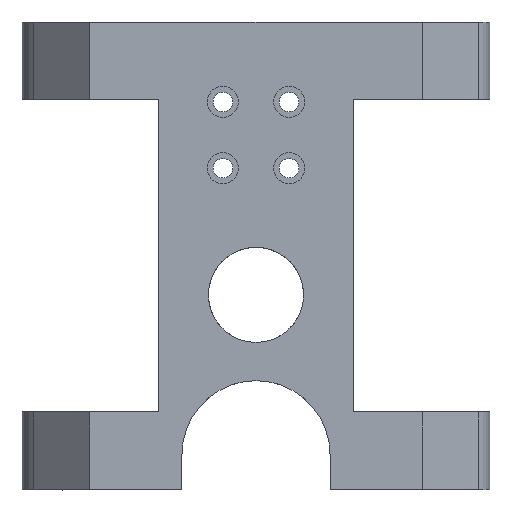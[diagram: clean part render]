
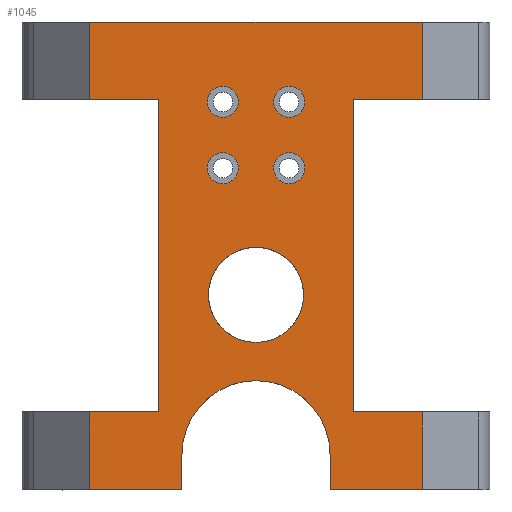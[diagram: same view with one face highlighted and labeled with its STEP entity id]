
A CAD part, top view. The second image highlights one B-rep face of the part: STEP entity #1045.
In plain terms, the highlighted planar face has unit normal (0, 0, 1).
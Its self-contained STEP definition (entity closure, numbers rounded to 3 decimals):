
#24=FACE_BOUND('',#205,.T.);
#25=FACE_BOUND('',#206,.T.);
#26=FACE_BOUND('',#207,.T.);
#27=FACE_BOUND('',#208,.T.);
#28=FACE_BOUND('',#209,.T.);
#37=CIRCLE('',#1098,9.5);
#55=CIRCLE('',#1125,6.1);
#71=CIRCLE('',#1151,2.);
#72=CIRCLE('',#1152,2.);
#73=CIRCLE('',#1153,2.);
#74=CIRCLE('',#1154,2.);
#139=FACE_OUTER_BOUND('',#204,.T.);
#204=EDGE_LOOP('',(#830,#831,#832,#833,#834,#835,#836,#837,#838,#839,#840,
#841,#842,#843,#844,#845));
#205=EDGE_LOOP('',(#846));
#206=EDGE_LOOP('',(#847));
#207=EDGE_LOOP('',(#848));
#208=EDGE_LOOP('',(#849));
#209=EDGE_LOOP('',(#850));
#253=LINE('',#1535,#348);
#257=LINE('',#1544,#352);
#276=LINE('',#1610,#371);
#278=LINE('',#1617,#373);
#284=LINE('',#1634,#379);
#287=LINE('',#1646,#382);
#293=LINE('',#1661,#388);
#303=LINE('',#1692,#398);
#308=LINE('',#1711,#403);
#311=LINE('',#1719,#406);
#312=LINE('',#1721,#407);
#313=LINE('',#1723,#408);
#314=LINE('',#1724,#409);
#315=LINE('',#1726,#410);
#316=LINE('',#1727,#411);
#348=VECTOR('',#1212,10.);
#352=VECTOR('',#1218,10.);
#371=VECTOR('',#1281,10.);
#373=VECTOR('',#1287,10.);
#379=VECTOR('',#1301,10.);
#382=VECTOR('',#1314,10.);
#388=VECTOR('',#1326,10.);
#398=VECTOR('',#1356,10.);
#403=VECTOR('',#1373,10.);
#406=VECTOR('',#1380,10.);
#407=VECTOR('',#1383,10.);
#408=VECTOR('',#1384,10.);
#409=VECTOR('',#1385,10.);
#410=VECTOR('',#1386,10.);
#411=VECTOR('',#1387,10.);
#443=VERTEX_POINT('',#1532);
#444=VERTEX_POINT('',#1534);
#447=VERTEX_POINT('',#1541);
#448=VERTEX_POINT('',#1543);
#473=VERTEX_POINT('',#1608);
#475=VERTEX_POINT('',#1614);
#476=VERTEX_POINT('',#1616);
#483=VERTEX_POINT('',#1632);
#484=VERTEX_POINT('',#1636);
#486=VERTEX_POINT('',#1643);
#487=VERTEX_POINT('',#1645);
#493=VERTEX_POINT('',#1659);
#504=VERTEX_POINT('',#1691);
#512=VERTEX_POINT('',#1709);
#515=VERTEX_POINT('',#1717);
#516=VERTEX_POINT('',#1722);
#517=VERTEX_POINT('',#1725);
#518=VERTEX_POINT('',#1728);
#519=VERTEX_POINT('',#1730);
#520=VERTEX_POINT('',#1732);
#521=VERTEX_POINT('',#1734);
#543=EDGE_CURVE('',#444,#443,#253,.T.);
#547=EDGE_CURVE('',#448,#447,#257,.T.);
#550=EDGE_CURVE('',#447,#444,#37,.T.);
#581=EDGE_CURVE('',#443,#473,#276,.T.);
#584=EDGE_CURVE('',#476,#475,#278,.T.);
#593=EDGE_CURVE('',#475,#483,#284,.T.);
#594=EDGE_CURVE('',#484,#484,#55,.T.);
#599=EDGE_CURVE('',#487,#486,#287,.T.);
#607=EDGE_CURVE('',#486,#493,#293,.T.);
#622=EDGE_CURVE('',#504,#487,#303,.T.);
#632=EDGE_CURVE('',#483,#512,#308,.T.);
#636=EDGE_CURVE('',#515,#512,#311,.T.);
#637=EDGE_CURVE('',#476,#473,#312,.T.);
#638=EDGE_CURVE('',#516,#515,#313,.T.);
#639=EDGE_CURVE('',#516,#504,#314,.T.);
#640=EDGE_CURVE('',#493,#517,#315,.T.);
#641=EDGE_CURVE('',#517,#448,#316,.T.);
#642=EDGE_CURVE('',#518,#518,#71,.T.);
#643=EDGE_CURVE('',#519,#519,#72,.T.);
#644=EDGE_CURVE('',#520,#520,#73,.T.);
#645=EDGE_CURVE('',#521,#521,#74,.T.);
#830=ORIENTED_EDGE('',*,*,#547,.T.);
#831=ORIENTED_EDGE('',*,*,#550,.T.);
#832=ORIENTED_EDGE('',*,*,#543,.T.);
#833=ORIENTED_EDGE('',*,*,#581,.T.);
#834=ORIENTED_EDGE('',*,*,#637,.F.);
#835=ORIENTED_EDGE('',*,*,#584,.T.);
#836=ORIENTED_EDGE('',*,*,#593,.T.);
#837=ORIENTED_EDGE('',*,*,#632,.T.);
#838=ORIENTED_EDGE('',*,*,#636,.F.);
#839=ORIENTED_EDGE('',*,*,#638,.F.);
#840=ORIENTED_EDGE('',*,*,#639,.T.);
#841=ORIENTED_EDGE('',*,*,#622,.T.);
#842=ORIENTED_EDGE('',*,*,#599,.T.);
#843=ORIENTED_EDGE('',*,*,#607,.T.);
#844=ORIENTED_EDGE('',*,*,#640,.T.);
#845=ORIENTED_EDGE('',*,*,#641,.T.);
#846=ORIENTED_EDGE('',*,*,#594,.T.);
#847=ORIENTED_EDGE('',*,*,#642,.T.);
#848=ORIENTED_EDGE('',*,*,#643,.T.);
#849=ORIENTED_EDGE('',*,*,#644,.T.);
#850=ORIENTED_EDGE('',*,*,#645,.T.);
#1009=PLANE('',#1150);
#1045=ADVANCED_FACE('',(#139,#24,#25,#26,#27,#28),#1009,.T.);
#1098=AXIS2_PLACEMENT_3D('',#1548,#1224,#1225);
#1125=AXIS2_PLACEMENT_3D('',#1637,#1304,#1305);
#1150=AXIS2_PLACEMENT_3D('',#1720,#1381,#1382);
#1151=AXIS2_PLACEMENT_3D('',#1729,#1388,#1389);
#1152=AXIS2_PLACEMENT_3D('',#1731,#1390,#1391);
#1153=AXIS2_PLACEMENT_3D('',#1733,#1392,#1393);
#1154=AXIS2_PLACEMENT_3D('',#1735,#1394,#1395);
#1212=DIRECTION('',(0.,-1.,0.));
#1218=DIRECTION('',(0.,1.,0.));
#1224=DIRECTION('center_axis',(0.,0.,-1.));
#1225=DIRECTION('ref_axis',(1.,0.,0.));
#1281=DIRECTION('',(1.,0.,0.));
#1287=DIRECTION('',(-1.,0.,0.));
#1301=DIRECTION('',(0.,1.,0.));
#1304=DIRECTION('center_axis',(0.,0.,-1.));
#1305=DIRECTION('ref_axis',(1.,0.,0.));
#1314=DIRECTION('',(0.,-1.,0.));
#1326=DIRECTION('',(-1.,0.,0.));
#1356=DIRECTION('',(1.,0.,0.));
#1373=DIRECTION('',(1.,0.,0.));
#1380=DIRECTION('',(0.,-1.,0.));
#1381=DIRECTION('center_axis',(0.,0.,1.));
#1382=DIRECTION('ref_axis',(1.,0.,0.));
#1383=DIRECTION('',(0.,-1.,0.));
#1384=DIRECTION('',(1.,0.,0.));
#1385=DIRECTION('',(0.,-1.,0.));
#1386=DIRECTION('',(0.,-1.,0.));
#1387=DIRECTION('',(1.,0.,0.));
#1388=DIRECTION('center_axis',(0.,0.,-1.));
#1389=DIRECTION('ref_axis',(-1.,0.,0.));
#1390=DIRECTION('center_axis',(0.,0.,-1.));
#1391=DIRECTION('ref_axis',(-1.,0.,0.));
#1392=DIRECTION('center_axis',(0.,0.,-1.));
#1393=DIRECTION('ref_axis',(-1.,0.,0.));
#1394=DIRECTION('center_axis',(0.,0.,-1.));
#1395=DIRECTION('ref_axis',(-1.,0.,0.));
#1532=CARTESIAN_POINT('',(9.5,-4.5,17.5));
#1534=CARTESIAN_POINT('',(9.5,0.,17.5));
#1535=CARTESIAN_POINT('',(9.5,10.25,17.5));
#1541=CARTESIAN_POINT('',(-9.5,0.,17.5));
#1543=CARTESIAN_POINT('',(-9.5,-4.5,17.5));
#1544=CARTESIAN_POINT('',(-9.5,8.,17.5));
#1548=CARTESIAN_POINT('Origin',(0.,0.,
17.5));
#1608=CARTESIAN_POINT('',(21.321,-4.5,17.5));
#1610=CARTESIAN_POINT('',(16.25,-4.5,17.5));
#1614=CARTESIAN_POINT('',(12.5,5.5,17.5));
#1616=CARTESIAN_POINT('',(21.321,5.5,17.5));
#1617=CARTESIAN_POINT('',(6.25,5.5,17.5));
#1632=CARTESIAN_POINT('',(12.5,45.6,17.5));
#1634=CARTESIAN_POINT('',(12.5,33.,17.5));
#1636=CARTESIAN_POINT('',(-6.1,20.5,17.5));
#1637=CARTESIAN_POINT('Origin',(0.,20.5,17.5));
#1643=CARTESIAN_POINT('',(-12.5,5.5,17.5));
#1645=CARTESIAN_POINT('',(-12.5,45.6,17.5));
#1646=CARTESIAN_POINT('',(-12.5,33.,17.5));
#1659=CARTESIAN_POINT('',(-21.321,5.5,17.5));
#1661=CARTESIAN_POINT('',(-16.25,5.5,17.5));
#1691=CARTESIAN_POINT('',(-21.321,45.6,17.5));
#1692=CARTESIAN_POINT('',(-6.25,45.6,17.5));
#1709=CARTESIAN_POINT('',(21.321,45.6,17.5));
#1711=CARTESIAN_POINT('',(16.25,45.6,17.5));
#1717=CARTESIAN_POINT('',(21.321,55.5,17.5));
#1719=CARTESIAN_POINT('',(21.321,55.5,17.5));
#1720=CARTESIAN_POINT('Origin',(0.,20.5,17.5));
#1721=CARTESIAN_POINT('',(21.321,55.5,17.5));
#1722=CARTESIAN_POINT('',(-21.321,55.5,17.5));
#1723=CARTESIAN_POINT('',(12.5,55.5,17.5));
#1724=CARTESIAN_POINT('',(-21.321,55.5,17.5));
#1725=CARTESIAN_POINT('',(-21.321,-4.5,17.5));
#1726=CARTESIAN_POINT('',(-21.321,55.5,17.5));
#1727=CARTESIAN_POINT('',(-6.25,-4.5,17.5));
#1728=CARTESIAN_POINT('',(6.25,45.25,17.5));
#1729=CARTESIAN_POINT('Origin',(4.25,45.25,17.5));
#1730=CARTESIAN_POINT('',(-2.25,45.25,17.5));
#1731=CARTESIAN_POINT('Origin',(-4.25,45.25,17.5));
#1732=CARTESIAN_POINT('',(-2.25,36.75,17.5));
#1733=CARTESIAN_POINT('Origin',(-4.25,36.75,17.5));
#1734=CARTESIAN_POINT('',(6.25,36.75,17.5));
#1735=CARTESIAN_POINT('Origin',(4.25,36.75,17.5));
